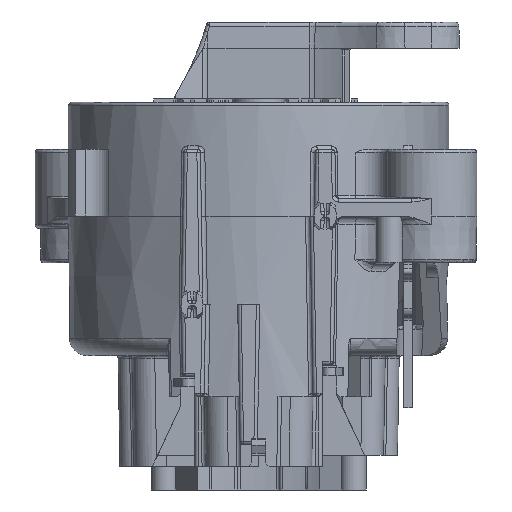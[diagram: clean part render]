
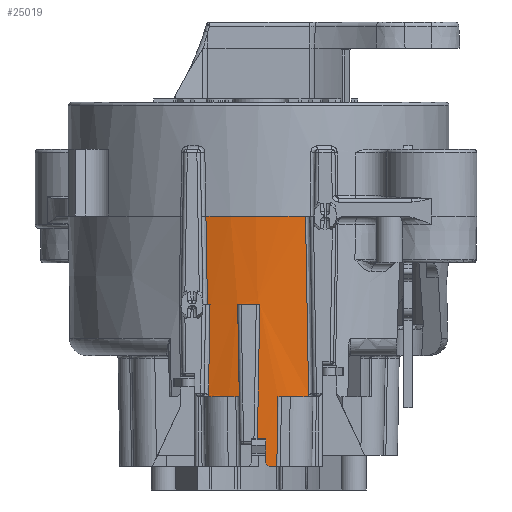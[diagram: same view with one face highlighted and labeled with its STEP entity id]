
A CAD part, front view. The second image highlights one B-rep face of the part: STEP entity #25019.
In plain terms, the highlighted conical face has half-angle 0.5 degrees and reference radius 10.837 mm.
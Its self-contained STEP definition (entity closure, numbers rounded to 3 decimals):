
#1211=CARTESIAN_POINT('',(-0.071,-10.787,
-11.203));
#1212=CARTESIAN_POINT('',(-0.025,-10.81,
-8.599));
#1213=CARTESIAN_POINT('',(0.02,-10.833,
-5.994));
#1214=CARTESIAN_POINT('',(0.065,-10.855,
-3.39));
#1216=CARTESIAN_POINT('',(0.,0.,-3.39));
#1217=DIRECTION('',(0.,0.,1.));
#1218=DIRECTION('',(-0.111,-0.994,0.));
#1219=AXIS2_PLACEMENT_3D('',#1216,#1217,#1218);
#1221=CARTESIAN_POINT('',(-1.201,-10.789,
-3.39));
#1222=CARTESIAN_POINT('',(-1.17,-10.777,
-5.143));
#1223=CARTESIAN_POINT('',(-1.14,-10.765,
-6.897));
#1224=CARTESIAN_POINT('',(-1.109,-10.753,
-8.65));
#1226=CARTESIAN_POINT('',(0.,0.,-8.65));
#1227=DIRECTION('',(0.,0.,-1.));
#1228=DIRECTION('',(-0.103,-0.995,0.));
#1229=AXIS2_PLACEMENT_3D('',#1226,#1227,#1228);
#1231=CARTESIAN_POINT('',(-2.871,-10.423,
-8.504));
#1232=CARTESIAN_POINT('',(-2.872,-10.422,
-8.53));
#1233=CARTESIAN_POINT('',(-2.878,-10.42,
-8.58));
#1234=CARTESIAN_POINT('',(-2.894,-10.415,
-8.627));
#1235=CARTESIAN_POINT('',(-2.905,-10.412,
-8.65));
#1237=CARTESIAN_POINT('',(-2.784,-10.493,
-3.39));
#1238=CARTESIAN_POINT('',(-2.798,-10.481,
-4.242));
#1239=CARTESIAN_POINT('',(-2.827,-10.458,
-5.945));
#1240=CARTESIAN_POINT('',(-2.857,-10.435,
-7.651));
#1241=CARTESIAN_POINT('',(-2.871,-10.423,
-8.504));
#1243=CARTESIAN_POINT('',(-3.018,-10.474,
1.69));
#1244=CARTESIAN_POINT('',(-3.009,-10.472,
1.146));
#1245=CARTESIAN_POINT('',(-2.989,-10.467,
0.013));
#1246=CARTESIAN_POINT('',(-2.96,-10.46,
-1.681));
#1247=CARTESIAN_POINT('',(-2.941,-10.455,
-2.831));
#1248=CARTESIAN_POINT('',(-2.931,-10.453,-3.39));
#1250=CARTESIAN_POINT('',(0.,0.,1.69));
#1251=DIRECTION('',(0.,0.,1.));
#1252=DIRECTION('',(-0.277,-0.961,0.));
#1253=AXIS2_PLACEMENT_3D('',#1250,#1251,#1252);
#1255=CARTESIAN_POINT('',(2.86,-10.426,
-8.504));
#1256=CARTESIAN_POINT('',(2.841,-10.441,
-7.369));
#1257=CARTESIAN_POINT('',(2.802,-10.472,
-5.101));
#1258=CARTESIAN_POINT('',(2.744,-10.519,
-1.703));
#1259=CARTESIAN_POINT('',(2.705,-10.549,
0.56));
#1260=CARTESIAN_POINT('',(2.686,-10.564,1.69));
#1262=CARTESIAN_POINT('',(2.894,-10.415,
-8.65));
#1263=CARTESIAN_POINT('',(2.883,-10.418,
-8.627));
#1264=CARTESIAN_POINT('',(2.867,-10.423,
-8.58));
#1265=CARTESIAN_POINT('',(2.86,-10.426,
-8.53));
#1266=CARTESIAN_POINT('',(2.86,-10.426,
-8.504));
#1268=CARTESIAN_POINT('',(0.,0.,-8.65));
#1269=DIRECTION('',(0.,0.,-1.));
#1270=DIRECTION('',(0.268,-0.963,0.));
#1271=AXIS2_PLACEMENT_3D('',#1268,#1269,#1270);
#1273=DIRECTION('',(0.,0.009,-1.));
#1274=VECTOR('',#1273,0.5);
#1275=CARTESIAN_POINT('',(0.4,-10.778,-11.4));
#1276=LINE('',#1275,#1274);
#1277=CARTESIAN_POINT('',(0.,0.,-11.4));
#1278=DIRECTION('',(0.,0.,1.));
#1279=DIRECTION('',(-0.025,-1.,0.));
#1280=AXIS2_PLACEMENT_3D('',#1277,#1278,#1279);
#6353=CARTESIAN_POINT('',(0.,0.,-12.65));
#6354=DIRECTION('',(0.,0.,1.));
#6355=DIRECTION('',(0.056,-0.998,0.));
#6356=AXIS2_PLACEMENT_3D('',#6353,#6354,#6355);
#6755=DIRECTION('',(0.,-0.009,1.));
#6756=VECTOR('',#6755,0.55);
#6757=CARTESIAN_POINT('',(0.4,-10.769,-12.45));
#6758=LINE('',#6757,#6756);
#7003=CARTESIAN_POINT('',(-0.071,-10.787,
-11.203));
#7004=CARTESIAN_POINT('',(-0.071,-10.787,
-11.229));
#7005=CARTESIAN_POINT('',(-0.082,-10.787,
-11.281));
#7006=CARTESIAN_POINT('',(-0.127,-10.786,
-11.346));
#7007=CARTESIAN_POINT('',(-0.193,-10.784,
-11.39));
#7008=CARTESIAN_POINT('',(-0.245,-10.783,-11.4));
#7009=CARTESIAN_POINT('',(-0.271,-10.782,-11.4));
#7354=CARTESIAN_POINT('',(1.039,-10.725,
-12.65));
#7355=CARTESIAN_POINT('',(1.062,-10.734,
-11.317));
#7356=CARTESIAN_POINT('',(1.086,-10.743,
-9.983));
#7357=CARTESIAN_POINT('',(1.109,-10.753,
-8.65));
#15513=CARTESIAN_POINT('',(0.,0.,-3.39));
#15514=DIRECTION('',(0.,0.,1.));
#15515=DIRECTION('',(-0.27,-0.963,0.));
#15516=AXIS2_PLACEMENT_3D('',#15513,#15514,#15515);
#15529=CARTESIAN_POINT('',(-2.784,-10.493,
-3.39));
#15531=CARTESIAN_POINT('',(-2.905,-10.412,
-8.65));
#15860=CARTESIAN_POINT('',(0.6,-10.758,-12.65));
#15861=CARTESIAN_POINT('',(0.533,-10.762,
-12.583));
#15862=CARTESIAN_POINT('',(0.467,-10.766,
-12.517));
#15863=CARTESIAN_POINT('',(0.4,-10.769,-12.45));
#20219=CARTESIAN_POINT('',(-1.201,-10.789,
-3.39));
#20221=VERTEX_POINT('',#20219);
#20234=CARTESIAN_POINT('',(-0.071,-10.787,
-11.203));
#20235=VERTEX_POINT('',#20234);
#20236=CARTESIAN_POINT('',(0.065,-10.855,
-3.39));
#20237=VERTEX_POINT('',#20236);
#20858=CARTESIAN_POINT('',(0.6,-10.758,-12.65));
#20859=VERTEX_POINT('',#20858);
#20860=CARTESIAN_POINT('',(0.4,-10.769,-12.45));
#20861=VERTEX_POINT('',#20860);
#20876=CARTESIAN_POINT('',(1.039,-10.725,-12.65));
#20877=VERTEX_POINT('',#20876);
#20878=VERTEX_POINT('',#7357);
#20963=VERTEX_POINT('',#1224);
#21743=VERTEX_POINT('',#1262);
#21744=VERTEX_POINT('',#1266);
#21748=VERTEX_POINT('',#1260);
#21750=VERTEX_POINT('',#15529);
#21751=VERTEX_POINT('',#15531);
#21754=VERTEX_POINT('',#1231);
#21755=VERTEX_POINT('',#1243);
#21756=VERTEX_POINT('',#1248);
#22094=CARTESIAN_POINT('',(-0.271,-10.782,-11.4));
#22096=VERTEX_POINT('',#22094);
#22098=CARTESIAN_POINT('',(0.4,-10.778,-11.4));
#22099=VERTEX_POINT('',#22098);
#22100=CARTESIAN_POINT('',(0.4,-10.774,-11.9));
#22101=VERTEX_POINT('',#22100);
#24974=CARTESIAN_POINT('',(0.,0.,-5.48));
#24975=DIRECTION('',(0.,0.,1.));
#24976=DIRECTION('',(0.,-1.,0.));
#24977=AXIS2_PLACEMENT_3D('',#24974,#24975,#24976);
#24978=CONICAL_SURFACE('',#24977,10.837,0.5);
#24980=ORIENTED_EDGE('',*,*,#24979,.F.);
#24982=ORIENTED_EDGE('',*,*,#24981,.T.);
#24984=ORIENTED_EDGE('',*,*,#24983,.F.);
#24986=ORIENTED_EDGE('',*,*,#24985,.T.);
#24988=ORIENTED_EDGE('',*,*,#24987,.T.);
#24990=ORIENTED_EDGE('',*,*,#24989,.F.);
#24992=ORIENTED_EDGE('',*,*,#24991,.F.);
#24994=ORIENTED_EDGE('',*,*,#24993,.F.);
#24996=ORIENTED_EDGE('',*,*,#24995,.F.);
#24998=ORIENTED_EDGE('',*,*,#24997,.T.);
#25000=ORIENTED_EDGE('',*,*,#24999,.F.);
#25002=ORIENTED_EDGE('',*,*,#25001,.F.);
#25004=ORIENTED_EDGE('',*,*,#25003,.T.);
#25006=ORIENTED_EDGE('',*,*,#25005,.F.);
#25008=ORIENTED_EDGE('',*,*,#25007,.F.);
#25010=ORIENTED_EDGE('',*,*,#25009,.T.);
#25012=ORIENTED_EDGE('',*,*,#25011,.T.);
#25014=ORIENTED_EDGE('',*,*,#25013,.F.);
#25016=ORIENTED_EDGE('',*,*,#25015,.F.);
#25017=EDGE_LOOP('',(#24980,#24982,#24984,#24986,#24988,#24990,#24992,#24994,
#24996,#24998,#25000,#25002,#25004,#25006,#25008,#25010,#25012,#25014,#25016));
#25018=FACE_OUTER_BOUND('',#25017,.F.);
#25019=ADVANCED_FACE('',(#25018),#24978,.T.);
#1215=B_SPLINE_CURVE_WITH_KNOTS('',3,(#1211,#1212,#1213,#1214),.UNSPECIFIED.,
.F.,.F.,(4,4),(0.,1.),.UNSPECIFIED.);
#1220=CIRCLE('',#1219,10.856);
#1225=B_SPLINE_CURVE_WITH_KNOTS('',3,(#1221,#1222,#1223,#1224),.UNSPECIFIED.,
.F.,.F.,(4,4),(0.,1.),.UNSPECIFIED.);
#1230=CIRCLE('',#1229,10.81);
#1236=B_SPLINE_CURVE_WITH_KNOTS('',3,(#1231,#1232,#1233,#1234,#1235),
.UNSPECIFIED.,.F.,.F.,(4,1,4),(0.,0.5,1.),.UNSPECIFIED.);
#1242=B_SPLINE_CURVE_WITH_KNOTS('',3,(#1237,#1238,#1239,#1240,#1241),
.UNSPECIFIED.,.F.,.F.,(4,1,4),(0.,0.5,1.),.UNSPECIFIED.);
#1249=B_SPLINE_CURVE_WITH_KNOTS('',3,(#1243,#1244,#1245,#1246,#1247,#1248),
.UNSPECIFIED.,.F.,.F.,(4,1,1,4),(0.,0.321,0.67,1.),
.UNSPECIFIED.);
#1254=CIRCLE('',#1253,10.9);
#1261=B_SPLINE_CURVE_WITH_KNOTS('',3,(#1255,#1256,#1257,#1258,#1259,#1260),
.UNSPECIFIED.,.F.,.F.,(4,1,1,4),(0.,0.333,0.667,1.),
.UNSPECIFIED.);
#1267=B_SPLINE_CURVE_WITH_KNOTS('',3,(#1262,#1263,#1264,#1265,#1266),
.UNSPECIFIED.,.F.,.F.,(4,1,4),(0.,0.5,1.),.UNSPECIFIED.);
#1272=CIRCLE('',#1271,10.81);
#1281=CIRCLE('',#1280,10.786);
#6357=CIRCLE('',#6356,10.775);
#7010=B_SPLINE_CURVE_WITH_KNOTS('',3,(#7003,#7004,#7005,#7006,#7007,#7008,
#7009),.UNSPECIFIED.,.F.,.F.,(4,1,1,1,4),(0.,0.25,0.5,0.75,1.),
.UNSPECIFIED.);
#7358=B_SPLINE_CURVE_WITH_KNOTS('',3,(#7354,#7355,#7356,#7357),.UNSPECIFIED.,
.F.,.F.,(4,4),(0.,1.),.UNSPECIFIED.);
#15517=CIRCLE('',#15516,10.856);
#15864=B_SPLINE_CURVE_WITH_KNOTS('',3,(#15860,#15861,#15862,#15863),
.UNSPECIFIED.,.F.,.F.,(4,4),(0.,1.),.UNSPECIFIED.);
#24979=EDGE_CURVE('',#20235,#22096,#7010,.T.);
#24981=EDGE_CURVE('',#20235,#20237,#1215,.T.);
#24983=EDGE_CURVE('',#20221,#20237,#1220,.T.);
#24985=EDGE_CURVE('',#20221,#20963,#1225,.T.);
#24987=EDGE_CURVE('',#20963,#21751,#1230,.T.);
#24989=EDGE_CURVE('',#21754,#21751,#1236,.T.);
#24991=EDGE_CURVE('',#21750,#21754,#1242,.T.);
#24993=EDGE_CURVE('',#21756,#21750,#15517,.T.);
#24995=EDGE_CURVE('',#21755,#21756,#1249,.T.);
#24997=EDGE_CURVE('',#21755,#21748,#1254,.T.);
#24999=EDGE_CURVE('',#21744,#21748,#1261,.T.);
#25001=EDGE_CURVE('',#21743,#21744,#1267,.T.);
#25003=EDGE_CURVE('',#21743,#20878,#1272,.T.);
#25005=EDGE_CURVE('',#20877,#20878,#7358,.T.);
#25007=EDGE_CURVE('',#20859,#20877,#6357,.T.);
#25009=EDGE_CURVE('',#20859,#20861,#15864,.T.);
#25011=EDGE_CURVE('',#20861,#22101,#6758,.T.);
#25013=EDGE_CURVE('',#22099,#22101,#1276,.T.);
#25015=EDGE_CURVE('',#22096,#22099,#1281,.T.);
